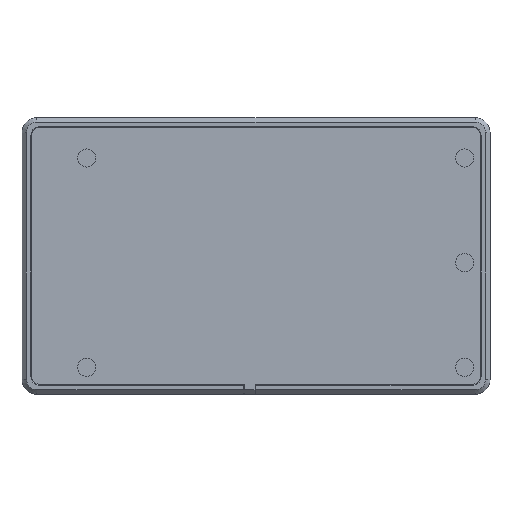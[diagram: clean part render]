
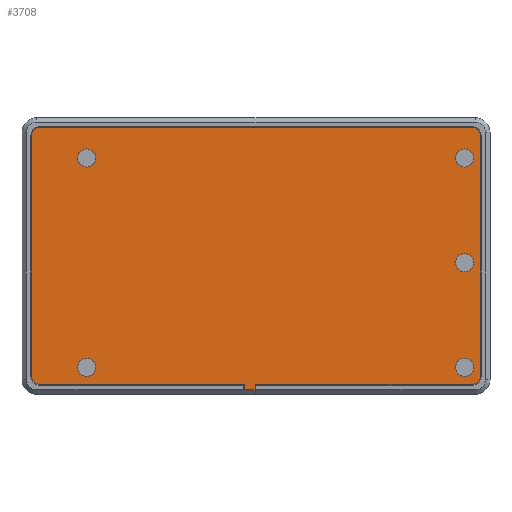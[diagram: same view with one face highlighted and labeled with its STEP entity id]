
A CAD part, top view. The second image highlights one B-rep face of the part: STEP entity #3708.
In plain terms, the highlighted planar face has unit normal (0, 0, 1).
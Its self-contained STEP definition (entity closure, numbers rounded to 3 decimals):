
#60=FACE_BOUND('',#710,.T.);
#61=FACE_BOUND('',#711,.T.);
#62=FACE_BOUND('',#712,.T.);
#63=FACE_BOUND('',#713,.T.);
#64=FACE_BOUND('',#714,.T.);
#183=PLANE('',#4099);
#466=FACE_OUTER_BOUND('',#709,.T.);
#709=EDGE_LOOP('',(#3455,#3456,#3457,#3458,#3459,#3460,#3461,#3462,#3463,
#3464,#3465,#3466));
#710=EDGE_LOOP('',(#3467));
#711=EDGE_LOOP('',(#3468));
#712=EDGE_LOOP('',(#3469));
#713=EDGE_LOOP('',(#3470));
#714=EDGE_LOOP('',(#3471));
#995=LINE('',#6072,#1331);
#998=LINE('',#6078,#1334);
#1002=LINE('',#6086,#1338);
#1004=LINE('',#6089,#1340);
#1029=LINE('',#6231,#1365);
#1034=LINE('',#6253,#1370);
#1045=LINE('',#6305,#1381);
#1049=LINE('',#6314,#1385);
#1331=VECTOR('',#4942,10.);
#1334=VECTOR('',#4949,10.);
#1338=VECTOR('',#4957,10.);
#1340=VECTOR('',#4961,10.);
#1365=VECTOR('',#5088,10.);
#1370=VECTOR('',#5121,10.);
#1381=VECTOR('',#5192,10.);
#1385=VECTOR('',#5202,10.);
#1526=CIRCLE('',#4008,3.05);
#1528=CIRCLE('',#4012,3.05);
#1530=CIRCLE('',#4016,3.05);
#1532=CIRCLE('',#4020,3.05);
#1534=CIRCLE('',#4024,3.05);
#1541=CIRCLE('',#4049,2.7);
#1559=CIRCLE('',#4093,2.7);
#1560=CIRCLE('',#4096,2.7);
#1561=CIRCLE('',#4098,2.7);
#1841=VERTEX_POINT('',#6065);
#1844=VERTEX_POINT('',#6070);
#1845=VERTEX_POINT('',#6077);
#1846=VERTEX_POINT('',#6083);
#1847=VERTEX_POINT('',#6085);
#1853=VERTEX_POINT('',#6106);
#1855=VERTEX_POINT('',#6113);
#1857=VERTEX_POINT('',#6120);
#1859=VERTEX_POINT('',#6127);
#1861=VERTEX_POINT('',#6134);
#1883=VERTEX_POINT('',#6230);
#1884=VERTEX_POINT('',#6234);
#1886=VERTEX_POINT('',#6251);
#1896=VERTEX_POINT('',#6303);
#1897=VERTEX_POINT('',#6304);
#1898=VERTEX_POINT('',#6309);
#1899=VERTEX_POINT('',#6313);
#2317=EDGE_CURVE('',#1844,#1841,#995,.T.);
#2320=EDGE_CURVE('',#1841,#1845,#998,.T.);
#2324=EDGE_CURVE('',#1846,#1847,#1002,.T.);
#2326=EDGE_CURVE('',#1847,#1844,#1004,.T.);
#2332=EDGE_CURVE('',#1853,#1853,#1526,.T.);
#2335=EDGE_CURVE('',#1855,#1855,#1528,.T.);
#2338=EDGE_CURVE('',#1857,#1857,#1530,.T.);
#2341=EDGE_CURVE('',#1859,#1859,#1532,.T.);
#2344=EDGE_CURVE('',#1861,#1861,#1534,.T.);
#2381=EDGE_CURVE('',#1845,#1883,#1029,.T.);
#2384=EDGE_CURVE('',#1846,#1884,#1541,.T.);
#2394=EDGE_CURVE('',#1886,#1884,#1034,.T.);
#2415=EDGE_CURVE('',#1896,#1897,#1045,.T.);
#2418=EDGE_CURVE('',#1896,#1898,#1559,.T.);
#2420=EDGE_CURVE('',#1899,#1898,#1049,.T.);
#2422=EDGE_CURVE('',#1899,#1883,#1560,.T.);
#2423=EDGE_CURVE('',#1886,#1897,#1561,.T.);
#3455=ORIENTED_EDGE('',*,*,#2317,.F.);
#3456=ORIENTED_EDGE('',*,*,#2326,.F.);
#3457=ORIENTED_EDGE('',*,*,#2324,.F.);
#3458=ORIENTED_EDGE('',*,*,#2384,.T.);
#3459=ORIENTED_EDGE('',*,*,#2394,.F.);
#3460=ORIENTED_EDGE('',*,*,#2423,.T.);
#3461=ORIENTED_EDGE('',*,*,#2415,.F.);
#3462=ORIENTED_EDGE('',*,*,#2418,.T.);
#3463=ORIENTED_EDGE('',*,*,#2420,.F.);
#3464=ORIENTED_EDGE('',*,*,#2422,.T.);
#3465=ORIENTED_EDGE('',*,*,#2381,.F.);
#3466=ORIENTED_EDGE('',*,*,#2320,.F.);
#3467=ORIENTED_EDGE('',*,*,#2332,.T.);
#3468=ORIENTED_EDGE('',*,*,#2335,.T.);
#3469=ORIENTED_EDGE('',*,*,#2338,.T.);
#3470=ORIENTED_EDGE('',*,*,#2341,.T.);
#3471=ORIENTED_EDGE('',*,*,#2344,.T.);
#3708=ADVANCED_FACE('',(#466,#60,#61,#62,#63,#64),#183,.T.);
#4008=AXIS2_PLACEMENT_3D('',#6107,#4984,#4985);
#4012=AXIS2_PLACEMENT_3D('',#6114,#4993,#4994);
#4016=AXIS2_PLACEMENT_3D('',#6121,#5002,#5003);
#4020=AXIS2_PLACEMENT_3D('',#6128,#5011,#5012);
#4024=AXIS2_PLACEMENT_3D('',#6135,#5020,#5021);
#4049=AXIS2_PLACEMENT_3D('',#6236,#5093,#5094);
#4093=AXIS2_PLACEMENT_3D('',#6310,#5197,#5198);
#4096=AXIS2_PLACEMENT_3D('',#6317,#5206,#5207);
#4098=AXIS2_PLACEMENT_3D('',#6319,#5210,#5211);
#4099=AXIS2_PLACEMENT_3D('',#6320,#5212,#5213);
#4942=DIRECTION('',(-1.,0.,0.));
#4949=DIRECTION('',(0.,1.,0.));
#4957=DIRECTION('',(-1.,0.,0.));
#4961=DIRECTION('',(0.,-1.,0.));
#4984=DIRECTION('center_axis',(0.,0.,
-1.));
#4985=DIRECTION('ref_axis',(-1.,0.,0.));
#4993=DIRECTION('center_axis',(0.,0.,
-1.));
#4994=DIRECTION('ref_axis',(-1.,0.,0.));
#5002=DIRECTION('center_axis',(0.,0.,
-1.));
#5003=DIRECTION('ref_axis',(-1.,0.,0.));
#5011=DIRECTION('center_axis',(0.,0.,
-1.));
#5012=DIRECTION('ref_axis',(-1.,0.,0.));
#5020=DIRECTION('center_axis',(0.,0.,
-1.));
#5021=DIRECTION('ref_axis',(-1.,0.,0.));
#5088=DIRECTION('',(-1.,0.,0.));
#5093=DIRECTION('center_axis',(0.,0.,
1.));
#5094=DIRECTION('ref_axis',(0.,-1.,0.));
#5121=DIRECTION('',(0.,-1.,0.));
#5192=DIRECTION('',(1.,0.,0.));
#5197=DIRECTION('center_axis',(0.,0.,
1.));
#5198=DIRECTION('ref_axis',(0.,1.,0.));
#5202=DIRECTION('',(0.,1.,0.));
#5206=DIRECTION('center_axis',(0.,0.,
1.));
#5207=DIRECTION('ref_axis',(-1.,0.,0.));
#5210=DIRECTION('center_axis',(0.,0.,
1.));
#5211=DIRECTION('ref_axis',(1.,0.,0.));
#5212=DIRECTION('center_axis',(0.,0.,
1.));
#5213=DIRECTION('ref_axis',(-1.,0.,0.));
#6065=CARTESIAN_POINT('',(41.507,-57.46,-0.65));
#6070=CARTESIAN_POINT('',(45.107,-57.46,-0.65));
#6072=CARTESIAN_POINT('',(45.27,-57.46,-0.65));
#6077=CARTESIAN_POINT('',(41.507,-55.66,-0.65));
#6078=CARTESIAN_POINT('',(41.507,-58.96,-0.65));
#6083=CARTESIAN_POINT('',(118.407,-55.66,-0.65));
#6085=CARTESIAN_POINT('',(45.107,-55.66,-0.65));
#6086=CARTESIAN_POINT('',(118.407,-55.66,-0.65));
#6089=CARTESIAN_POINT('',(45.107,-55.66,-0.65));
#6106=CARTESIAN_POINT('',(118.857,-49.86,-0.65));
#6107=CARTESIAN_POINT('Origin',(115.807,-49.86,-0.65));
#6113=CARTESIAN_POINT('',(-8.643,-49.86,-0.65));
#6114=CARTESIAN_POINT('Origin',(-11.693,-49.86,-0.65));
#6120=CARTESIAN_POINT('',(118.857,-14.56,-0.65));
#6121=CARTESIAN_POINT('Origin',(115.807,-14.56,-0.65));
#6127=CARTESIAN_POINT('',(-8.643,20.74,-0.65));
#6128=CARTESIAN_POINT('Origin',(-11.693,20.74,-0.65));
#6134=CARTESIAN_POINT('',(118.857,20.74,-0.65));
#6135=CARTESIAN_POINT('Origin',(115.807,20.74,-0.65));
#6230=CARTESIAN_POINT('',(-27.543,-55.66,-0.65));
#6231=CARTESIAN_POINT('',(118.407,-55.66,-0.65));
#6234=CARTESIAN_POINT('',(121.107,-52.96,-0.65));
#6236=CARTESIAN_POINT('Origin',(118.407,-52.96,-0.65));
#6251=CARTESIAN_POINT('',(121.107,28.34,-0.65));
#6253=CARTESIAN_POINT('',(121.107,28.34,-0.65));
#6303=CARTESIAN_POINT('',(-27.543,31.04,-0.65));
#6304=CARTESIAN_POINT('',(118.407,31.04,-0.65));
#6305=CARTESIAN_POINT('',(-27.543,31.04,-0.65));
#6309=CARTESIAN_POINT('',(-30.243,28.34,-0.65));
#6310=CARTESIAN_POINT('Origin',(-27.543,28.34,-0.65));
#6313=CARTESIAN_POINT('',(-30.243,-52.96,-0.65));
#6314=CARTESIAN_POINT('',(-30.243,-52.96,-0.65));
#6317=CARTESIAN_POINT('Origin',(-27.543,-52.96,-0.65));
#6319=CARTESIAN_POINT('Origin',(118.407,28.34,-0.65));
#6320=CARTESIAN_POINT('Origin',(45.432,-12.31,-0.65));
